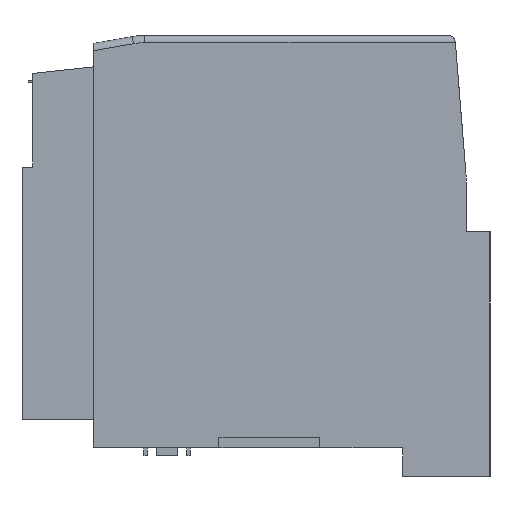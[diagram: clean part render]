
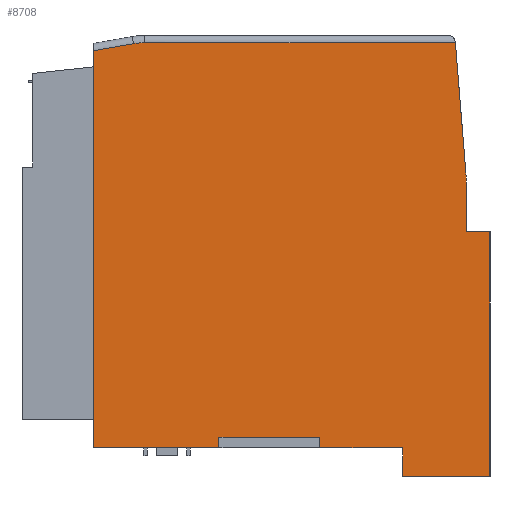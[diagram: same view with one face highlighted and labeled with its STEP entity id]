
A CAD part, left-side view. The second image highlights one B-rep face of the part: STEP entity #8708.
In plain terms, the highlighted planar face has unit normal (-1, 0, 0).
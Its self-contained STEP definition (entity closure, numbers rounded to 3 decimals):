
#62 = CARTESIAN_POINT ( 'NONE',  ( -23.8, -5.55, 1.5 ) ) ;
#116 = ORIENTED_EDGE ( 'NONE', *, *, #20191, .F. ) ;
#357 = EDGE_CURVE ( 'NONE', #22371, #22871, #18773, .T. ) ;
#529 = VERTEX_POINT ( 'NONE', #15526 ) ;
#1285 = VECTOR ( 'NONE', #23262, 1000. ) ;
#1602 = DIRECTION ( 'NONE',  ( -1., 0., 0. ) ) ;
#2111 = ORIENTED_EDGE ( 'NONE', *, *, #24080, .T. ) ;
#2604 = VECTOR ( 'NONE', #12500, 1000. ) ;
#2737 = CARTESIAN_POINT ( 'NONE',  ( -23.8, -17.09, -4. ) ) ;
#2813 = LINE ( 'NONE', #62, #18682 ) ;
#2995 = DIRECTION ( 'NONE',  ( 0., 1., 0. ) ) ;
#3022 = PLANE ( 'NONE',  #8554 ) ;
#3196 = DIRECTION ( 'NONE',  ( 1., 0., 0. ) ) ;
#3345 = EDGE_CURVE ( 'NONE', #529, #22910, #25354, .T. ) ;
#3557 = EDGE_CURVE ( 'NONE', #12382, #7936, #8096, .T. ) ;
#4021 = EDGE_CURVE ( 'NONE', #23881, #22871, #4485, .T. ) ;
#4078 = CARTESIAN_POINT ( 'NONE',  ( -23.8, -25.95, 0. ) ) ;
#4173 = CIRCLE ( 'NONE', #10328, 20. ) ;
#4358 = VECTOR ( 'NONE', #10059, 1000. ) ;
#4485 = LINE ( 'NONE', #17658, #25250 ) ;
#4497 = VECTOR ( 'NONE', #20678, 1000. ) ;
#4749 = CARTESIAN_POINT ( 'NONE',  ( -23.8, 25.95, 0. ) ) ;
#4773 = CARTESIAN_POINT ( 'NONE',  ( -23.8, -17.09, -4. ) ) ;
#5094 = ORIENTED_EDGE ( 'NONE', *, *, #21097, .T. ) ;
#5198 = CARTESIAN_POINT ( 'NONE',  ( -23.8, -29.25, 30.05 ) ) ;
#5490 = CIRCLE ( 'NONE', #9557, 9. ) ;
#6440 = VECTOR ( 'NONE', #8780, 1000. ) ;
#6654 = EDGE_CURVE ( 'NONE', #16267, #529, #10334, .T. ) ;
#6871 = LINE ( 'NONE', #8774, #1285 ) ;
#6963 = CARTESIAN_POINT ( 'NONE',  ( -23.8, -24.35, 57.35 ) ) ;
#7036 = VERTEX_POINT ( 'NONE', #20967 ) ;
#7452 = VECTOR ( 'NONE', #21462, 1000. ) ;
#7559 = LINE ( 'NONE', #5198, #17900 ) ;
#7683 = EDGE_CURVE ( 'NONE', #10301, #19425, #18916, .T. ) ;
#7936 = VERTEX_POINT ( 'NONE', #11792 ) ;
#8096 = LINE ( 'NONE', #15429, #24010 ) ;
#8463 = ORIENTED_EDGE ( 'NONE', *, *, #16518, .F. ) ;
#8554 = AXIS2_PLACEMENT_3D ( 'NONE', #15664, #3196, #17688 ) ;
#8708 = ADVANCED_FACE ( 'NONE', ( #17225 ), #3022, .F. ) ;
#8774 = CARTESIAN_POINT ( 'NONE',  ( -23.8, -17.09, -4. ) ) ;
#8780 = DIRECTION ( 'NONE',  ( 0., 0.985, -0.172 ) ) ;
#9064 = VERTEX_POINT ( 'NONE', #4749 ) ;
#9290 = VECTOR ( 'NONE', #11426, 1000. ) ;
#9326 = CARTESIAN_POINT ( 'NONE',  ( -23.8, -5.95, 36.791 ) ) ;
#9459 = CARTESIAN_POINT ( 'NONE',  ( -23.8, -25.95, 0. ) ) ;
#9557 = AXIS2_PLACEMENT_3D ( 'NONE', #14041, #1602, #16126 ) ;
#9617 = CARTESIAN_POINT ( 'NONE',  ( -23.8, 8.45, 0. ) ) ;
#9630 = VERTEX_POINT ( 'NONE', #23283 ) ;
#10059 = DIRECTION ( 'NONE',  ( 0., 0., -1. ) ) ;
#10189 = EDGE_CURVE ( 'NONE', #25122, #9630, #22300, .T. ) ;
#10301 = VERTEX_POINT ( 'NONE', #13211 ) ;
#10328 = AXIS2_PLACEMENT_3D ( 'NONE', #9326, #23825, #11396 ) ;
#10334 = LINE ( 'NONE', #17543, #20698 ) ;
#10416 = ORIENTED_EDGE ( 'NONE', *, *, #10189, .T. ) ;
#10444 = CARTESIAN_POINT ( 'NONE',  ( -23.8, 8.45, 1.5 ) ) ;
#10535 = LINE ( 'NONE', #20370, #4358 ) ;
#11023 = ORIENTED_EDGE ( 'NONE', *, *, #6654, .F. ) ;
#11396 = DIRECTION ( 'NONE',  ( 0., 0., -1. ) ) ;
#11426 = DIRECTION ( 'NONE',  ( 0., -1., 0. ) ) ;
#11515 = ORIENTED_EDGE ( 'NONE', *, *, #18451, .T. ) ;
#11660 = ORIENTED_EDGE ( 'NONE', *, *, #3345, .F. ) ;
#11792 = CARTESIAN_POINT ( 'NONE',  ( -23.8, 18.784, 56.35 ) ) ;
#11861 = CARTESIAN_POINT ( 'NONE',  ( -23.8, -25.95, 36.791 ) ) ;
#11975 = ORIENTED_EDGE ( 'NONE', *, *, #24209, .T. ) ;
#12308 = EDGE_LOOP ( 'NONE', ( #12530, #24562, #2111, #10416, #25372, #11975, #11660, #11023, #5094, #11515, #116, #18637, #8463, #20315, #15805, #23058 ) ) ;
#12372 = CARTESIAN_POINT ( 'NONE',  ( -23.8, -24.431, 56.35 ) ) ;
#12382 = VERTEX_POINT ( 'NONE', #12372 ) ;
#12500 = DIRECTION ( 'NONE',  ( 0., 0., -1. ) ) ;
#12530 = ORIENTED_EDGE ( 'NONE', *, *, #14689, .F. ) ;
#13211 = CARTESIAN_POINT ( 'NONE',  ( -23.8, -29.25, -4. ) ) ;
#13587 = CARTESIAN_POINT ( 'NONE',  ( -23.8, -25.95, 30.05 ) ) ;
#14041 = CARTESIAN_POINT ( 'NONE',  ( -23.8, 18.784, 47.35 ) ) ;
#14182 = CARTESIAN_POINT ( 'NONE',  ( -23.8, -17.09, 0. ) ) ;
#14592 = DIRECTION ( 'NONE',  ( 0., 0., -1. ) ) ;
#14689 = EDGE_CURVE ( 'NONE', #12382, #17338, #23344, .T. ) ;
#14798 = EDGE_CURVE ( 'NONE', #22371, #17338, #4173, .T. ) ;
#15101 = CARTESIAN_POINT ( 'NONE',  ( -23.8, -25.95, 57.35 ) ) ;
#15429 = CARTESIAN_POINT ( 'NONE',  ( -23.8, -25.95, 56.35 ) ) ;
#15526 = CARTESIAN_POINT ( 'NONE',  ( -23.8, 8.45, 1.5 ) ) ;
#15664 = CARTESIAN_POINT ( 'NONE',  ( -23.8, -25.95, 57.35 ) ) ;
#15805 = ORIENTED_EDGE ( 'NONE', *, *, #357, .F. ) ;
#16126 = DIRECTION ( 'NONE',  ( 0., 0., -1. ) ) ;
#16267 = VERTEX_POINT ( 'NONE', #25077 ) ;
#16518 = EDGE_CURVE ( 'NONE', #23881, #10301, #7559, .T. ) ;
#17225 = FACE_OUTER_BOUND ( 'NONE', #12308, .T. ) ;
#17338 = VERTEX_POINT ( 'NONE', #22863 ) ;
#17421 = DIRECTION ( 'NONE',  ( 0., 1., 0. ) ) ;
#17543 = CARTESIAN_POINT ( 'NONE',  ( -23.8, 0., 1.5 ) ) ;
#17658 = CARTESIAN_POINT ( 'NONE',  ( -23.8, -29.25, 30.05 ) ) ;
#17688 = DIRECTION ( 'NONE',  ( 0., 0., -1. ) ) ;
#17900 = VECTOR ( 'NONE', #21767, 1000. ) ;
#18251 = VECTOR ( 'NONE', #21361, 1000. ) ;
#18451 = EDGE_CURVE ( 'NONE', #7036, #18636, #25839, .T. ) ;
#18618 = EDGE_CURVE ( 'NONE', #9630, #9064, #10535, .T. ) ;
#18636 = VERTEX_POINT ( 'NONE', #14182 ) ;
#18637 = ORIENTED_EDGE ( 'NONE', *, *, #7683, .F. ) ;
#18682 = VECTOR ( 'NONE', #14592, 1000. ) ;
#18773 = LINE ( 'NONE', #15101, #24321 ) ;
#18916 = LINE ( 'NONE', #4773, #18251 ) ;
#19425 = VERTEX_POINT ( 'NONE', #2737 ) ;
#19765 = DIRECTION ( 'NONE',  ( 0., 1., 0. ) ) ;
#20191 = EDGE_CURVE ( 'NONE', #19425, #18636, #6871, .T. ) ;
#20315 = ORIENTED_EDGE ( 'NONE', *, *, #4021, .T. ) ;
#20370 = CARTESIAN_POINT ( 'NONE',  ( -23.8, 25.95, 57.35 ) ) ;
#20678 = DIRECTION ( 'NONE',  ( 0., -1., 0. ) ) ;
#20698 = VECTOR ( 'NONE', #17421, 1000. ) ;
#20967 = CARTESIAN_POINT ( 'NONE',  ( -23.8, -5.55, 0. ) ) ;
#21061 = LINE ( 'NONE', #4078, #4497 ) ;
#21097 = EDGE_CURVE ( 'NONE', #16267, #7036, #2813, .T. ) ;
#21206 = CARTESIAN_POINT ( 'NONE',  ( -23.8, -24.773, 64.091 ) ) ;
#21361 = DIRECTION ( 'NONE',  ( 0., 1., 0. ) ) ;
#21462 = DIRECTION ( 'NONE',  ( 0., -0.081, -0.997 ) ) ;
#21600 = CARTESIAN_POINT ( 'NONE',  ( -23.8, -29.25, 30.05 ) ) ;
#21767 = DIRECTION ( 'NONE',  ( 0., 0., -1. ) ) ;
#22300 = LINE ( 'NONE', #21206, #6440 ) ;
#22371 = VERTEX_POINT ( 'NONE', #11861 ) ;
#22863 = CARTESIAN_POINT ( 'NONE',  ( -23.8, -25.885, 38.406 ) ) ;
#22871 = VERTEX_POINT ( 'NONE', #13587 ) ;
#22910 = VERTEX_POINT ( 'NONE', #9617 ) ;
#23058 = ORIENTED_EDGE ( 'NONE', *, *, #14798, .T. ) ;
#23262 = DIRECTION ( 'NONE',  ( 0., 0., 1. ) ) ;
#23283 = CARTESIAN_POINT ( 'NONE',  ( -23.8, 25.95, 55.235 ) ) ;
#23344 = LINE ( 'NONE', #6963, #7452 ) ;
#23347 = DIRECTION ( 'NONE',  ( 0., 0., -1. ) ) ;
#23825 = DIRECTION ( 'NONE',  ( -1., 0., 0. ) ) ;
#23881 = VERTEX_POINT ( 'NONE', #21600 ) ;
#24010 = VECTOR ( 'NONE', #2995, 1000. ) ;
#24080 = EDGE_CURVE ( 'NONE', #7936, #25122, #5490, .T. ) ;
#24081 = CARTESIAN_POINT ( 'NONE',  ( -23.8, 20.332, 56.216 ) ) ;
#24209 = EDGE_CURVE ( 'NONE', #9064, #22910, #21061, .T. ) ;
#24321 = VECTOR ( 'NONE', #23347, 1000. ) ;
#24562 = ORIENTED_EDGE ( 'NONE', *, *, #3557, .T. ) ;
#25077 = CARTESIAN_POINT ( 'NONE',  ( -23.8, -5.55, 1.5 ) ) ;
#25122 = VERTEX_POINT ( 'NONE', #24081 ) ;
#25250 = VECTOR ( 'NONE', #19765, 1000. ) ;
#25354 = LINE ( 'NONE', #10444, #2604 ) ;
#25372 = ORIENTED_EDGE ( 'NONE', *, *, #18618, .T. ) ;
#25839 = LINE ( 'NONE', #9459, #9290 ) ;
